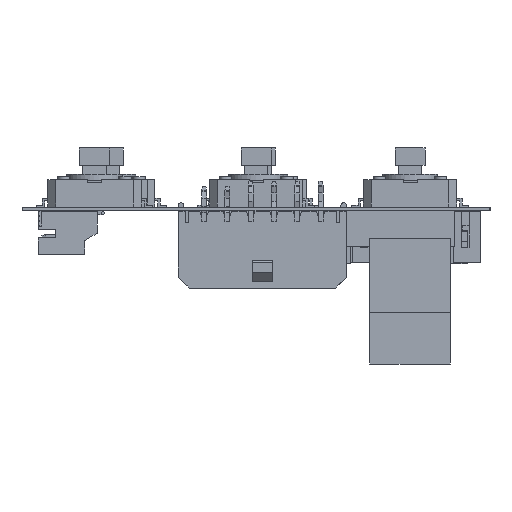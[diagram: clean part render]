
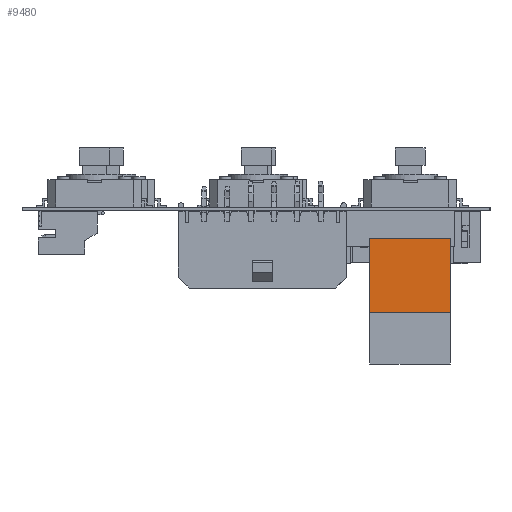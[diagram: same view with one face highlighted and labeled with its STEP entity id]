
A CAD part, left-side view. The second image highlights one B-rep face of the part: STEP entity #9480.
In plain terms, the highlighted planar face has unit normal (-1, 0, 0).
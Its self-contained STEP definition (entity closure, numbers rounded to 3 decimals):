
#9455 = VERTEX_POINT('',#9456);
#9456 = CARTESIAN_POINT('',(-2.35,-5.25,9.55));
#9462 = EDGE_CURVE('',#9463,#9455,#9465,.T.);
#9463 = VERTEX_POINT('',#9464);
#9464 = CARTESIAN_POINT('',(-2.35,-5.25,0.));
#9465 = LINE('',#9466,#9467);
#9466 = CARTESIAN_POINT('',(-2.35,-5.25,0.));
#9467 = VECTOR('',#9468,1.);
#9468 = DIRECTION('',(0.,0.,1.));
#9480 = ADVANCED_FACE('',(#9481),#9506,.T.);
#9481 = FACE_BOUND('',#9482,.T.);
#9482 = EDGE_LOOP('',(#9483,#9484,#9492,#9500));
#9483 = ORIENTED_EDGE('',*,*,#9462,.T.);
#9484 = ORIENTED_EDGE('',*,*,#9485,.T.);
#9485 = EDGE_CURVE('',#9455,#9486,#9488,.T.);
#9486 = VERTEX_POINT('',#9487);
#9487 = CARTESIAN_POINT('',(-2.35,5.25,9.55));
#9488 = LINE('',#9489,#9490);
#9489 = CARTESIAN_POINT('',(-2.35,-5.25,9.55));
#9490 = VECTOR('',#9491,1.);
#9491 = DIRECTION('',(0.,1.,0.));
#9492 = ORIENTED_EDGE('',*,*,#9493,.F.);
#9493 = EDGE_CURVE('',#9494,#9486,#9496,.T.);
#9494 = VERTEX_POINT('',#9495);
#9495 = CARTESIAN_POINT('',(-2.35,5.25,0.));
#9496 = LINE('',#9497,#9498);
#9497 = CARTESIAN_POINT('',(-2.35,5.25,0.));
#9498 = VECTOR('',#9499,1.);
#9499 = DIRECTION('',(0.,0.,1.));
#9500 = ORIENTED_EDGE('',*,*,#9501,.F.);
#9501 = EDGE_CURVE('',#9463,#9494,#9502,.T.);
#9502 = LINE('',#9503,#9504);
#9503 = CARTESIAN_POINT('',(-2.35,-5.25,0.));
#9504 = VECTOR('',#9505,1.);
#9505 = DIRECTION('',(0.,1.,0.));
#9506 = PLANE('',#9507);
#9507 = AXIS2_PLACEMENT_3D('',#9508,#9509,#9510);
#9508 = CARTESIAN_POINT('',(-2.35,-5.25,0.));
#9509 = DIRECTION('',(-1.,0.,0.));
#9510 = DIRECTION('',(0.,1.,0.));
